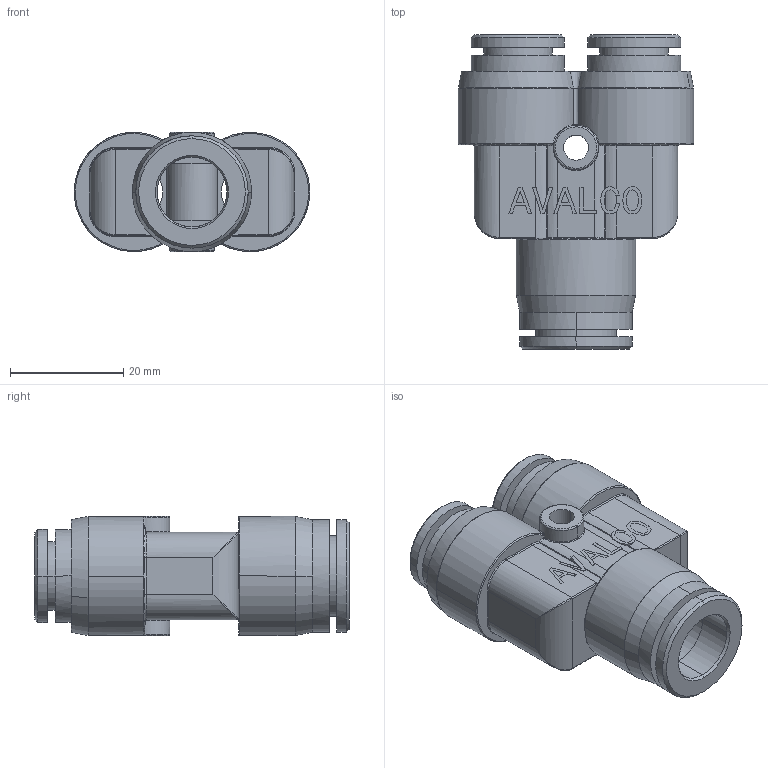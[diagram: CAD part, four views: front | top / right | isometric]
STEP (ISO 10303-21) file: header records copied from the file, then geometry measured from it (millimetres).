
FILE_DESCRIPTION(('CATIA V5 STEP Exchange'),'2;1');
FILE_NAME('PR560B-12-10.stp','2018-04-14T15:19:35+00:00',('none'),('none'),'CATIA Version 5 Release 21 GA (IN-10)','CATIA V5 STEP AP203','none');
FILE_SCHEMA(('CONFIG_CONTROL_DESIGN'));
Length unit declared in the file: millimetre
Products named in the file (1): PR560B-12-10
Bounding box: 41.5 x 55.4 x 21 mm (x, y, z)
Volume: 17626.7 mm3; surface area: 10466.3 mm2
Topology: 1 solids, 1 shells, 457 faces, 1215 edges, 777 vertices
Faces by surface type: plane 266, cylinder 91, torus 48, bspline 32, cone 20
Entity records: 16473 total; most frequent: CARTESIAN_POINT 6086, ORIENTED_EDGE 2430, DIRECTION 1665, EDGE_CURVE 1215, VERTEX_POINT 777, VECTOR 721, LINE 721, AXIS2_PLACEMENT_3D 578
